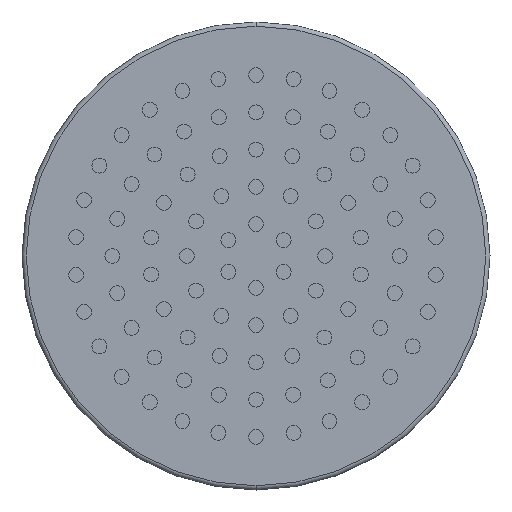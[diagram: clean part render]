
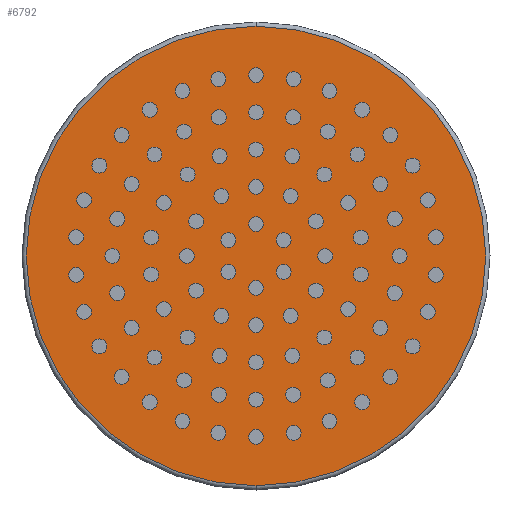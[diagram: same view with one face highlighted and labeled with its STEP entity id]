
A CAD part, front view. The second image highlights one B-rep face of the part: STEP entity #6792.
In plain terms, the highlighted planar face has unit normal (0, -1, 0).
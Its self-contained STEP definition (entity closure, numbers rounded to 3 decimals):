
#604 = DIRECTION ( 'NONE',  ( 0., -1., 0. ) ) ;
#1098 = AXIS2_PLACEMENT_3D ( 'NONE', #4587, #604, #5263 ) ;
#1165 = PLANE ( 'NONE',  #8181 ) ;
#1624 = CIRCLE ( 'NONE', #5997, 108. ) ;
#1839 = DIRECTION ( 'NONE',  ( 0., 0., 1. ) ) ;
#1939 = ORIENTED_EDGE ( 'NONE', *, *, #6128, .T. ) ;
#2179 = CIRCLE ( 'NONE', #1098, 108. ) ;
#2794 = CARTESIAN_POINT ( 'NONE',  ( 0., -15.5, -108. ) ) ;
#2931 = CARTESIAN_POINT ( 'NONE',  ( 0., -15.5, 0. ) ) ;
#3588 = DIRECTION ( 'NONE',  ( 0., 0., 1. ) ) ;
#3679 = EDGE_CURVE ( 'NONE', #5028, #6268, #2179, .T. ) ;
#4504 = EDGE_LOOP ( 'NONE', ( #1939, #6284 ) ) ;
#4587 = CARTESIAN_POINT ( 'NONE',  ( 0., -15.5, 0. ) ) ;
#5028 = VERTEX_POINT ( 'NONE', #2794 ) ;
#5263 = DIRECTION ( 'NONE',  ( 0., 0., 1. ) ) ;
#5458 = FACE_OUTER_BOUND ( 'NONE', #4504, .T. ) ;
#5832 = DIRECTION ( 'NONE',  ( 0., 1., 0. ) ) ;
#5997 = AXIS2_PLACEMENT_3D ( 'NONE', #2931, #7602, #3588 ) ;
#6128 = EDGE_CURVE ( 'NONE', #6268, #5028, #1624, .T. ) ;
#6268 = VERTEX_POINT ( 'NONE', #7070 ) ;
#6284 = ORIENTED_EDGE ( 'NONE', *, *, #3679, .T. ) ;
#6792 = ADVANCED_FACE ( 'NONE', ( #5458 ), #1165, .F. ) ;
#7070 = CARTESIAN_POINT ( 'NONE',  ( 0., -15.5, 108. ) ) ;
#7602 = DIRECTION ( 'NONE',  ( 0., -1., 0. ) ) ;
#8181 = AXIS2_PLACEMENT_3D ( 'NONE', #8475, #5832, #1839 ) ;
#8475 = CARTESIAN_POINT ( 'NONE',  ( 0., -15.5, 0. ) ) ;
